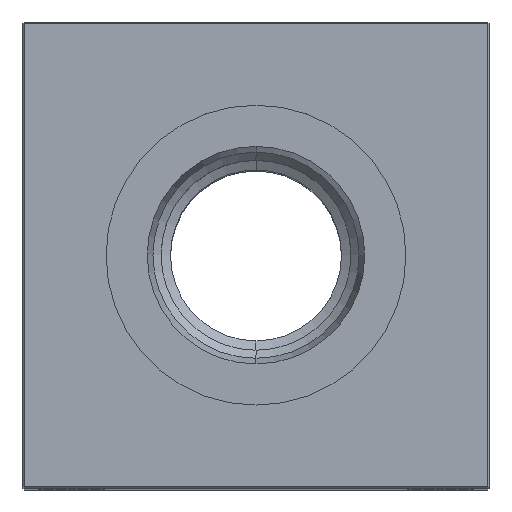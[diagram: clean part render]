
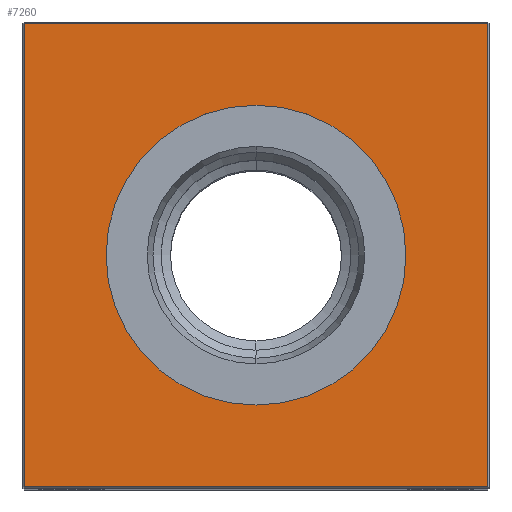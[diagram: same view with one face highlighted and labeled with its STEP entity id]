
A CAD part, top view. The second image highlights one B-rep face of the part: STEP entity #7260.
In plain terms, the highlighted planar face has unit normal (0, 0, 1).
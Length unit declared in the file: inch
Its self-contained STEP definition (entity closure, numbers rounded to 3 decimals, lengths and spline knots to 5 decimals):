
#191 = LINE ( 'NONE', #27174, #13103 ) ;
#618 = CARTESIAN_POINT ( 'NONE',  ( 0., 0., 6.25 ) ) ;
#936 = CARTESIAN_POINT ( 'NONE',  ( 0., 0., 6.25 ) ) ;
#1036 = DIRECTION ( 'NONE',  ( 0., 0., -1. ) ) ;
#1390 = DIRECTION ( 'NONE',  ( -1., 0., 0. ) ) ;
#2288 = CARTESIAN_POINT ( 'NONE',  ( 0., 0.96457, 6.25 ) ) ;
#2859 = DIRECTION ( 'NONE',  ( 0., -1., 0. ) ) ;
#4199 = ORIENTED_EDGE ( 'NONE', *, *, #20993, .T. ) ;
#5355 = VECTOR ( 'NONE', #24198, 39.37008 ) ;
#5777 = CARTESIAN_POINT ( 'NONE',  ( 0., 1.49, 6.25 ) ) ;
#7012 = VERTEX_POINT ( 'NONE', #24559 ) ;
#7260 = ADVANCED_FACE ( 'NONE', ( #9051, #26134 ), #15647, .F. ) ;
#7574 = CIRCLE ( 'NONE', #15029, 0.96457 ) ;
#9032 = VERTEX_POINT ( 'NONE', #2288 ) ;
#9051 = FACE_OUTER_BOUND ( 'NONE', #25871, .T. ) ;
#9339 = DIRECTION ( 'NONE',  ( 0., 0., -1. ) ) ;
#9439 = DIRECTION ( 'NONE',  ( 0., 0., -1. ) ) ;
#9569 = CIRCLE ( 'NONE', #13070, 0.96457 ) ;
#10076 = EDGE_CURVE ( 'NONE', #13255, #7012, #191, .T. ) ;
#10977 = ORIENTED_EDGE ( 'NONE', *, *, #24292, .T. ) ;
#11576 = LINE ( 'NONE', #5777, #23765 ) ;
#11687 = EDGE_CURVE ( 'NONE', #20410, #9032, #9569, .T. ) ;
#12638 = ORIENTED_EDGE ( 'NONE', *, *, #16918, .T. ) ;
#12757 = VECTOR ( 'NONE', #2859, 39.37008 ) ;
#13070 = AXIS2_PLACEMENT_3D ( 'NONE', #618, #9439, #17683 ) ;
#13103 = VECTOR ( 'NONE', #15190, 39.37008 ) ;
#13169 = DIRECTION ( 'NONE',  ( -1., 0., 0. ) ) ;
#13255 = VERTEX_POINT ( 'NONE', #20617 ) ;
#15029 = AXIS2_PLACEMENT_3D ( 'NONE', #24307, #1036, #24563 ) ;
#15112 = VERTEX_POINT ( 'NONE', #15227 ) ;
#15190 = DIRECTION ( 'NONE',  ( 0., 1., 0. ) ) ;
#15227 = CARTESIAN_POINT ( 'NONE',  ( -1.49, -1.49, 6.25 ) ) ;
#15642 = LINE ( 'NONE', #26263, #5355 ) ;
#15647 = PLANE ( 'NONE',  #16542 ) ;
#16542 = AXIS2_PLACEMENT_3D ( 'NONE', #936, #9339, #13169 ) ;
#16918 = EDGE_CURVE ( 'NONE', #21250, #15112, #26139, .T. ) ;
#16957 = EDGE_LOOP ( 'NONE', ( #4199, #19514 ) ) ;
#17683 = DIRECTION ( 'NONE',  ( -1., 0., 0. ) ) ;
#17722 = CARTESIAN_POINT ( 'NONE',  ( -1.49, 0., 6.25 ) ) ;
#18669 = EDGE_CURVE ( 'NONE', #15112, #13255, #15642, .T. ) ;
#19514 = ORIENTED_EDGE ( 'NONE', *, *, #11687, .T. ) ;
#20410 = VERTEX_POINT ( 'NONE', #23717 ) ;
#20617 = CARTESIAN_POINT ( 'NONE',  ( 1.49, -1.49, 6.25 ) ) ;
#20915 = ORIENTED_EDGE ( 'NONE', *, *, #18669, .T. ) ;
#20993 = EDGE_CURVE ( 'NONE', #9032, #20410, #7574, .T. ) ;
#21250 = VERTEX_POINT ( 'NONE', #21650 ) ;
#21650 = CARTESIAN_POINT ( 'NONE',  ( -1.49, 1.49, 6.25 ) ) ;
#23717 = CARTESIAN_POINT ( 'NONE',  ( 0., -0.96457, 6.25 ) ) ;
#23765 = VECTOR ( 'NONE', #1390, 39.37008 ) ;
#24198 = DIRECTION ( 'NONE',  ( 1., 0., 0. ) ) ;
#24292 = EDGE_CURVE ( 'NONE', #7012, #21250, #11576, .T. ) ;
#24307 = CARTESIAN_POINT ( 'NONE',  ( 0., 0., 6.25 ) ) ;
#24559 = CARTESIAN_POINT ( 'NONE',  ( 1.49, 1.49, 6.25 ) ) ;
#24563 = DIRECTION ( 'NONE',  ( -1., 0., 0. ) ) ;
#25421 = ORIENTED_EDGE ( 'NONE', *, *, #10076, .T. ) ;
#25871 = EDGE_LOOP ( 'NONE', ( #12638, #20915, #25421, #10977 ) ) ;
#26134 = FACE_BOUND ( 'NONE', #16957, .T. ) ;
#26139 = LINE ( 'NONE', #17722, #12757 ) ;
#26263 = CARTESIAN_POINT ( 'NONE',  ( 0., -1.49, 6.25 ) ) ;
#27174 = CARTESIAN_POINT ( 'NONE',  ( 1.49, 0., 6.25 ) ) ;
